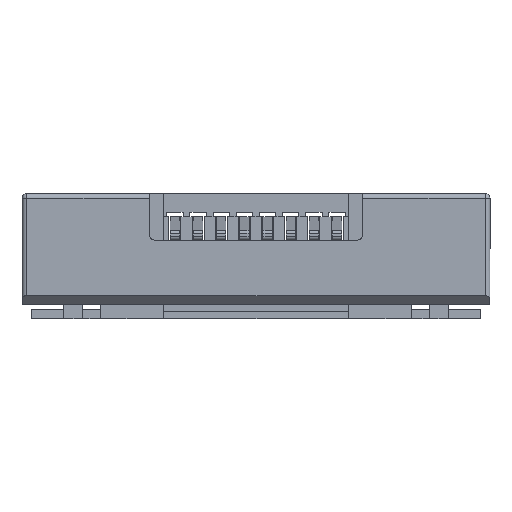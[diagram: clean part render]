
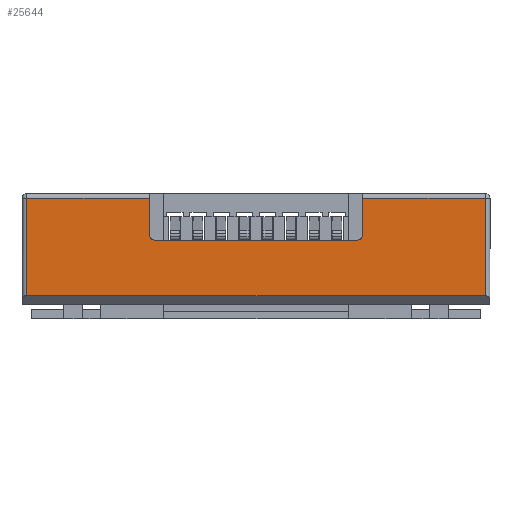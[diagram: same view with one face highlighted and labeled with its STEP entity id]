
A CAD part, front view. The second image highlights one B-rep face of the part: STEP entity #25644.
In plain terms, the highlighted planar face has unit normal (0, -1, 0).
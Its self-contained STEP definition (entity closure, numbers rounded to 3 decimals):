
#554 = CARTESIAN_POINT ( 'NONE',  ( 2.2, -3.2, 1.7 ) ) ;
#718 = EDGE_CURVE ( 'NONE', #5222, #28438, #17031, .T. ) ;
#861 = CARTESIAN_POINT ( 'NONE',  ( 4.95, -3.2, 2.6 ) ) ;
#1432 = VECTOR ( 'NONE', #22568, 1000. ) ;
#1462 = LINE ( 'NONE', #19653, #14194 ) ;
#2242 = ORIENTED_EDGE ( 'NONE', *, *, #19342, .T. ) ;
#2977 = VECTOR ( 'NONE', #8338, 1000. ) ;
#3018 = CARTESIAN_POINT ( 'NONE',  ( 4.95, -3.2, 2.7 ) ) ;
#3538 = ORIENTED_EDGE ( 'NONE', *, *, #30475, .F. ) ;
#3741 = CARTESIAN_POINT ( 'NONE',  ( -5.05, -3.2, 2.6 ) ) ;
#4390 = CARTESIAN_POINT ( 'NONE',  ( -2.2, -3.2, 1.7 ) ) ;
#5222 = VERTEX_POINT ( 'NONE', #25924 ) ;
#6334 = LINE ( 'NONE', #15227, #26093 ) ;
#6452 = VECTOR ( 'NONE', #13885, 1000. ) ;
#7189 = CARTESIAN_POINT ( 'NONE',  ( -4.95, -3.2, 0.5 ) ) ;
#7686 = FACE_OUTER_BOUND ( 'NONE', #38531, .T. ) ;
#8338 = DIRECTION ( 'NONE',  ( 1., 0., 0. ) ) ;
#9370 = VERTEX_POINT ( 'NONE', #31359 ) ;
#10730 = CARTESIAN_POINT ( 'NONE',  ( -4.95, -3.2, 2.7 ) ) ;
#11080 = VECTOR ( 'NONE', #15812, 1000. ) ;
#11241 = LINE ( 'NONE', #32532, #18568 ) ;
#11852 = CARTESIAN_POINT ( 'NONE',  ( 2.3, -3.2, 1.8 ) ) ;
#11884 = LINE ( 'NONE', #20972, #2977 ) ;
#12007 = VERTEX_POINT ( 'NONE', #15680 ) ;
#12267 = DIRECTION ( 'NONE',  ( 0., 0., 1. ) ) ;
#12940 = CARTESIAN_POINT ( 'NONE',  ( -2.2, -3.2, 1.8 ) ) ;
#13885 = DIRECTION ( 'NONE',  ( 0., 0., -1. ) ) ;
#13983 = DIRECTION ( 'NONE',  ( 0., 1., 0. ) ) ;
#14043 = AXIS2_PLACEMENT_3D ( 'NONE', #29180, #13983, #23110 ) ;
#14194 = VECTOR ( 'NONE', #25747, 1000. ) ;
#14518 = EDGE_CURVE ( 'NONE', #24319, #30265, #15360, .T. ) ;
#14628 = DIRECTION ( 'NONE',  ( 0., 1., 0. ) ) ;
#14757 = CIRCLE ( 'NONE', #36781, 0.1 ) ;
#14953 = EDGE_CURVE ( 'NONE', #25525, #9370, #6334, .T. ) ;
#15186 = EDGE_CURVE ( 'NONE', #30265, #29418, #11241, .T. ) ;
#15227 = CARTESIAN_POINT ( 'NONE',  ( 2.3, -3.2, -3.108 ) ) ;
#15360 = CIRCLE ( 'NONE', #27339, 0.1 ) ;
#15680 = CARTESIAN_POINT ( 'NONE',  ( 4.95, -3.2, 0.5 ) ) ;
#15812 = DIRECTION ( 'NONE',  ( -1., 0., 0. ) ) ;
#16479 = ORIENTED_EDGE ( 'NONE', *, *, #37654, .T. ) ;
#16602 = LINE ( 'NONE', #37526, #1432 ) ;
#16830 = EDGE_CURVE ( 'NONE', #12007, #28282, #18627, .T. ) ;
#17031 = LINE ( 'NONE', #10730, #6452 ) ;
#17173 = EDGE_CURVE ( 'NONE', #29418, #5222, #24911, .T. ) ;
#18302 = ORIENTED_EDGE ( 'NONE', *, *, #17173, .T. ) ;
#18568 = VECTOR ( 'NONE', #35471, 1000. ) ;
#18627 = LINE ( 'NONE', #3018, #26186 ) ;
#19342 = EDGE_CURVE ( 'NONE', #28282, #9370, #16602, .T. ) ;
#19653 = CARTESIAN_POINT ( 'NONE',  ( -2.3, -3.2, 1.7 ) ) ;
#19734 = PLANE ( 'NONE',  #14043 ) ;
#20972 = CARTESIAN_POINT ( 'NONE',  ( -5.05, -3.2, 0.5 ) ) ;
#21485 = ORIENTED_EDGE ( 'NONE', *, *, #29555, .T. ) ;
#22325 = ORIENTED_EDGE ( 'NONE', *, *, #14953, .F. ) ;
#22568 = DIRECTION ( 'NONE',  ( -1., 0., 0. ) ) ;
#23110 = DIRECTION ( 'NONE',  ( 0., 0., 1. ) ) ;
#23182 = ORIENTED_EDGE ( 'NONE', *, *, #16830, .T. ) ;
#24319 = VERTEX_POINT ( 'NONE', #4390 ) ;
#24911 = LINE ( 'NONE', #3741, #11080 ) ;
#25209 = DIRECTION ( 'NONE',  ( 0., 1., 0. ) ) ;
#25525 = VERTEX_POINT ( 'NONE', #11852 ) ;
#25644 = ADVANCED_FACE ( 'NONE', ( #7686 ), #19734, .F. ) ;
#25747 = DIRECTION ( 'NONE',  ( 1., 0., 0. ) ) ;
#25924 = CARTESIAN_POINT ( 'NONE',  ( -4.95, -3.2, 2.6 ) ) ;
#26093 = VECTOR ( 'NONE', #12267, 1000. ) ;
#26186 = VECTOR ( 'NONE', #36365, 1000. ) ;
#27339 = AXIS2_PLACEMENT_3D ( 'NONE', #12940, #25209, #31076 ) ;
#28282 = VERTEX_POINT ( 'NONE', #861 ) ;
#28438 = VERTEX_POINT ( 'NONE', #7189 ) ;
#29180 = CARTESIAN_POINT ( 'NONE',  ( -5.05, -3.2, 2.7 ) ) ;
#29418 = VERTEX_POINT ( 'NONE', #33198 ) ;
#29555 = EDGE_CURVE ( 'NONE', #25525, #33601, #14757, .T. ) ;
#29695 = ORIENTED_EDGE ( 'NONE', *, *, #718, .T. ) ;
#29797 = CARTESIAN_POINT ( 'NONE',  ( 2.2, -3.2, 1.8 ) ) ;
#30193 = DIRECTION ( 'NONE',  ( 0., 0., 1. ) ) ;
#30265 = VERTEX_POINT ( 'NONE', #38988 ) ;
#30475 = EDGE_CURVE ( 'NONE', #24319, #33601, #1462, .T. ) ;
#31076 = DIRECTION ( 'NONE',  ( 0., 0., 1. ) ) ;
#31359 = CARTESIAN_POINT ( 'NONE',  ( 2.3, -3.2, 2.6 ) ) ;
#32532 = CARTESIAN_POINT ( 'NONE',  ( -2.3, -3.2, -3.108 ) ) ;
#33198 = CARTESIAN_POINT ( 'NONE',  ( -2.3, -3.2, 2.6 ) ) ;
#33601 = VERTEX_POINT ( 'NONE', #554 ) ;
#34700 = ORIENTED_EDGE ( 'NONE', *, *, #14518, .T. ) ;
#35065 = ORIENTED_EDGE ( 'NONE', *, *, #15186, .T. ) ;
#35471 = DIRECTION ( 'NONE',  ( 0., 0., 1. ) ) ;
#36365 = DIRECTION ( 'NONE',  ( 0., 0., 1. ) ) ;
#36781 = AXIS2_PLACEMENT_3D ( 'NONE', #29797, #14628, #30193 ) ;
#37526 = CARTESIAN_POINT ( 'NONE',  ( -5.05, -3.2, 2.6 ) ) ;
#37654 = EDGE_CURVE ( 'NONE', #28438, #12007, #11884, .T. ) ;
#38531 = EDGE_LOOP ( 'NONE', ( #16479, #23182, #2242, #22325, #21485, #3538, #34700, #35065, #18302, #29695 ) ) ;
#38988 = CARTESIAN_POINT ( 'NONE',  ( -2.3, -3.2, 1.8 ) ) ;
